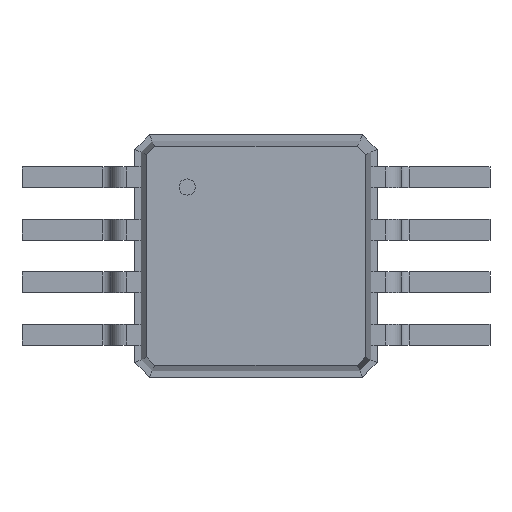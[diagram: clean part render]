
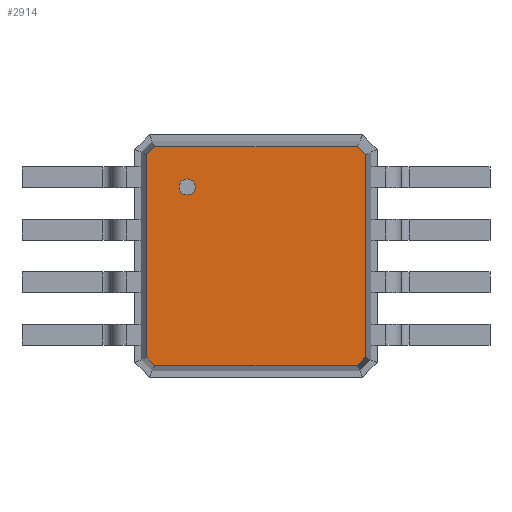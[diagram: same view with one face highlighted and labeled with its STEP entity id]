
A CAD part, top view. The second image highlights one B-rep face of the part: STEP entity #2914.
In plain terms, the highlighted planar face has unit normal (0, 0, 1).
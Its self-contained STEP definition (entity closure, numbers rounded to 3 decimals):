
#13=DIRECTION('',(0.,0.,1.));
#27=VECTOR('',#28,1.);
#28=DIRECTION('',(1.,0.,0.));
#34=VECTOR('',#35,1.);
#35=DIRECTION('',(0.,-1.,0.));
#118=VECTOR('',#119,1.);
#119=DIRECTION('',(0.707,0.707,0.));
#125=VECTOR('',#126,1.);
#126=DIRECTION('',(0.,1.,0.));
#132=VECTOR('',#133,1.);
#133=DIRECTION('',(-0.707,0.707,0.));
#139=VECTOR('',#140,1.);
#140=DIRECTION('',(-1.,0.,0.));
#146=VECTOR('',#147,1.);
#147=DIRECTION('',(-0.707,-0.707,0.));
#156=VECTOR('',#157,1.);
#157=DIRECTION('',(0.707,-0.707,0.));
#2070=VERTEX_POINT('',#2071);
#2071=CARTESIAN_POINT('',(1.252,1.354,1.1));
#2073=ORIENTED_EDGE('',*,*,#2074,.F.);
#2074=EDGE_CURVE('',#2075,#2070,#2077,.T.);
#2075=VERTEX_POINT('',#2076);
#2076=CARTESIAN_POINT('',(-1.252,1.354,1.1));
#2077=LINE('',#2076,#27);
#2087=ORIENTED_EDGE('',*,*,#2088,.F.);
#2088=EDGE_CURVE('',#2089,#2075,#2091,.T.);
#2089=VERTEX_POINT('',#2090);
#2090=CARTESIAN_POINT('',(-1.354,1.252,1.1));
#2091=LINE('',#2090,#118);
#2102=VERTEX_POINT('',#2103);
#2103=CARTESIAN_POINT('',(1.354,1.252,1.1));
#2105=ORIENTED_EDGE('',*,*,#2106,.F.);
#2106=EDGE_CURVE('',#2070,#2102,#2107,.T.);
#2107=LINE('',#2071,#156);
#2127=ORIENTED_EDGE('',*,*,#2128,.F.);
#2128=EDGE_CURVE('',#2129,#2089,#2131,.T.);
#2129=VERTEX_POINT('',#2130);
#2130=CARTESIAN_POINT('',(-1.354,-1.252,1.1));
#2131=LINE('',#2130,#125);
#2511=VERTEX_POINT('',#2512);
#2512=CARTESIAN_POINT('',(1.354,-1.252,1.1));
#2514=ORIENTED_EDGE('',*,*,#2515,.F.);
#2515=EDGE_CURVE('',#2102,#2511,#2516,.T.);
#2516=LINE('',#2103,#34);
#2881=ORIENTED_EDGE('',*,*,#2882,.F.);
#2882=EDGE_CURVE('',#2883,#2129,#2885,.T.);
#2883=VERTEX_POINT('',#2884);
#2884=CARTESIAN_POINT('',(-1.252,-1.354,1.1));
#2885=LINE('',#2884,#132);
#2896=VERTEX_POINT('',#2897);
#2897=CARTESIAN_POINT('',(1.252,-1.354,1.1));
#2899=ORIENTED_EDGE('',*,*,#2900,.F.);
#2900=EDGE_CURVE('',#2511,#2896,#2901,.T.);
#2901=LINE('',#2512,#146);
#2909=ORIENTED_EDGE('',*,*,#2910,.F.);
#2910=EDGE_CURVE('',#2896,#2883,#2911,.T.);
#2911=LINE('',#2897,#139);
#2914=ADVANCED_FACE('',(#2915,#2917),#2926,.T.);
#2915=FACE_BOUND('',#2916,.T.);
#2916=EDGE_LOOP('',(#2073,#2087,#2127,#2881,#2909,#2899,#2514,#2105));
#2917=FACE_BOUND('',#2918,.T.);
#2918=EDGE_LOOP('',(#2919));
#2919=ORIENTED_EDGE('',*,*,#2920,.F.);
#2920=EDGE_CURVE('',#2921,#2921,#2923,.T.);
#2921=VERTEX_POINT('',#2922);
#2922=CARTESIAN_POINT('',(-0.854,0.754,1.1));
#2923=CIRCLE('',#2924,0.1);
#2924=AXIS2_PLACEMENT_3D('',#2925,#13,#35);
#2925=CARTESIAN_POINT('',(-0.854,0.854,1.1));
#2926=PLANE('',#2927);
#2927=AXIS2_PLACEMENT_3D('',#2076,#13,#2928);
#2928=DIRECTION('',(0.679,-0.734,0.));
